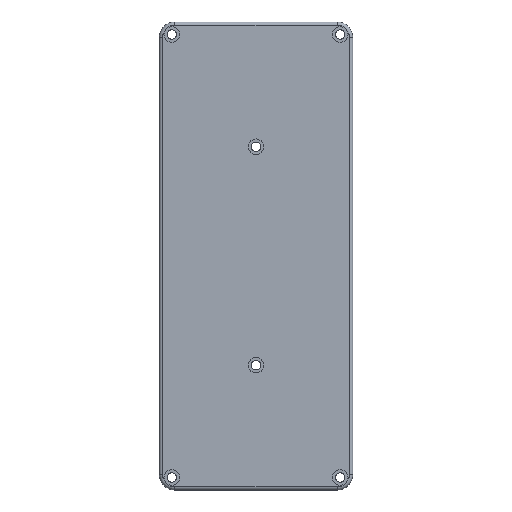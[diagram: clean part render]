
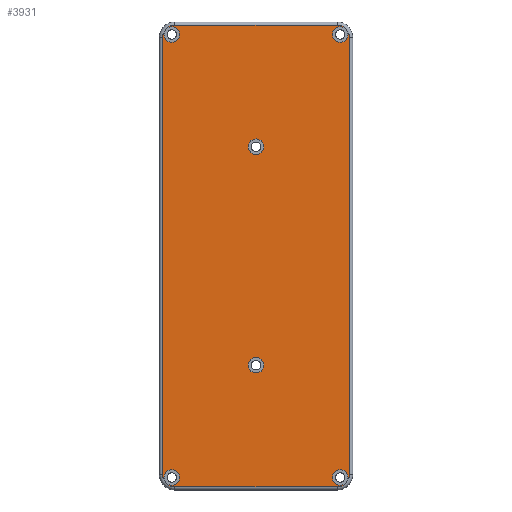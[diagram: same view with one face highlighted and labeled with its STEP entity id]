
A CAD part, front view. The second image highlights one B-rep face of the part: STEP entity #3931.
In plain terms, the highlighted planar face has unit normal (0, -1, 0).
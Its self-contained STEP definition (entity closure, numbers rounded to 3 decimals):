
#63=FACE_BOUND('',#431,.T.);
#64=FACE_BOUND('',#432,.T.);
#65=FACE_BOUND('',#433,.T.);
#66=FACE_BOUND('',#434,.T.);
#67=FACE_BOUND('',#435,.T.);
#68=FACE_BOUND('',#436,.T.);
#92=CIRCLE('',#4158,4.);
#96=CIRCLE('',#4164,4.);
#100=CIRCLE('',#4170,4.);
#103=CIRCLE('',#4175,4.);
#110=CIRCLE('',#4187,2.5);
#111=CIRCLE('',#4188,2.5);
#112=CIRCLE('',#4189,2.5);
#113=CIRCLE('',#4190,2.5);
#114=CIRCLE('',#4191,2.5);
#115=CIRCLE('',#4192,2.5);
#215=FACE_OUTER_BOUND('',#430,.T.);
#430=EDGE_LOOP('',(#2802,#2803,#2804,#2805,#2806,#2807,#2808,#2809));
#431=EDGE_LOOP('',(#2810));
#432=EDGE_LOOP('',(#2811));
#433=EDGE_LOOP('',(#2812));
#434=EDGE_LOOP('',(#2813));
#435=EDGE_LOOP('',(#2814));
#436=EDGE_LOOP('',(#2815));
#723=LINE('',#5747,#1214);
#724=LINE('',#5758,#1215);
#726=LINE('',#5770,#1217);
#728=LINE('',#5782,#1219);
#1214=VECTOR('',#4607,10.);
#1215=VECTOR('',#4620,10.);
#1217=VECTOR('',#4634,10.);
#1219=VECTOR('',#4648,10.);
#1681=VERTEX_POINT('',#5740);
#1684=VERTEX_POINT('',#5745);
#1686=VERTEX_POINT('',#5750);
#1688=VERTEX_POINT('',#5756);
#1690=VERTEX_POINT('',#5762);
#1692=VERTEX_POINT('',#5768);
#1694=VERTEX_POINT('',#5774);
#1696=VERTEX_POINT('',#5780);
#1715=VERTEX_POINT('',#5833);
#1716=VERTEX_POINT('',#5835);
#1717=VERTEX_POINT('',#5837);
#1718=VERTEX_POINT('',#5839);
#1719=VERTEX_POINT('',#5841);
#1720=VERTEX_POINT('',#5843);
#2091=EDGE_CURVE('',#1684,#1681,#723,.T.);
#2093=EDGE_CURVE('',#1686,#1684,#92,.T.);
#2096=EDGE_CURVE('',#1688,#1686,#724,.T.);
#2099=EDGE_CURVE('',#1690,#1688,#96,.T.);
#2102=EDGE_CURVE('',#1692,#1690,#726,.T.);
#2105=EDGE_CURVE('',#1694,#1692,#100,.T.);
#2108=EDGE_CURVE('',#1696,#1694,#728,.T.);
#2110=EDGE_CURVE('',#1681,#1696,#103,.T.);
#2135=EDGE_CURVE('',#1715,#1715,#110,.F.);
#2136=EDGE_CURVE('',#1716,#1716,#111,.F.);
#2137=EDGE_CURVE('',#1717,#1717,#112,.F.);
#2138=EDGE_CURVE('',#1718,#1718,#113,.F.);
#2139=EDGE_CURVE('',#1719,#1719,#114,.F.);
#2140=EDGE_CURVE('',#1720,#1720,#115,.F.);
#2802=ORIENTED_EDGE('',*,*,#2091,.F.);
#2803=ORIENTED_EDGE('',*,*,#2093,.F.);
#2804=ORIENTED_EDGE('',*,*,#2096,.F.);
#2805=ORIENTED_EDGE('',*,*,#2099,.F.);
#2806=ORIENTED_EDGE('',*,*,#2102,.F.);
#2807=ORIENTED_EDGE('',*,*,#2105,.F.);
#2808=ORIENTED_EDGE('',*,*,#2108,.F.);
#2809=ORIENTED_EDGE('',*,*,#2110,.F.);
#2810=ORIENTED_EDGE('',*,*,#2135,.T.);
#2811=ORIENTED_EDGE('',*,*,#2136,.T.);
#2812=ORIENTED_EDGE('',*,*,#2137,.T.);
#2813=ORIENTED_EDGE('',*,*,#2138,.T.);
#2814=ORIENTED_EDGE('',*,*,#2139,.T.);
#2815=ORIENTED_EDGE('',*,*,#2140,.T.);
#3750=PLANE('',#4186);
#3931=ADVANCED_FACE('',(#215,#63,#64,#65,#66,#67,#68),#3750,.T.);
#4158=AXIS2_PLACEMENT_3D('',#5752,#4612,#4613);
#4164=AXIS2_PLACEMENT_3D('',#5764,#4626,#4627);
#4170=AXIS2_PLACEMENT_3D('',#5776,#4640,#4641);
#4175=AXIS2_PLACEMENT_3D('',#5785,#4652,#4653);
#4186=AXIS2_PLACEMENT_3D('',#5832,#4692,#4693);
#4187=AXIS2_PLACEMENT_3D('',#5834,#4694,#4695);
#4188=AXIS2_PLACEMENT_3D('',#5836,#4696,#4697);
#4189=AXIS2_PLACEMENT_3D('',#5838,#4698,#4699);
#4190=AXIS2_PLACEMENT_3D('',#5840,#4700,#4701);
#4191=AXIS2_PLACEMENT_3D('',#5842,#4702,#4703);
#4192=AXIS2_PLACEMENT_3D('',#5844,#4704,#4705);
#4607=DIRECTION('',(1.,0.,0.));
#4612=DIRECTION('center_axis',(0.,1.,0.));
#4613=DIRECTION('ref_axis',(-0.707,0.,0.707));
#4620=DIRECTION('',(0.,0.,1.));
#4626=DIRECTION('center_axis',(0.,1.,0.));
#4627=DIRECTION('ref_axis',(-0.707,0.,-0.707));
#4634=DIRECTION('',(-1.,0.,0.));
#4640=DIRECTION('center_axis',(0.,1.,0.));
#4641=DIRECTION('ref_axis',(0.707,0.,-0.707));
#4648=DIRECTION('',(0.,0.,-1.));
#4652=DIRECTION('center_axis',(0.,1.,0.));
#4653=DIRECTION('ref_axis',(0.707,0.,0.707));
#4692=DIRECTION('center_axis',(0.,-1.,0.));
#4693=DIRECTION('ref_axis',(0.,0.,-1.));
#4694=DIRECTION('center_axis',(0.,-1.,0.));
#4695=DIRECTION('ref_axis',(-1.,0.,0.));
#4696=DIRECTION('center_axis',(0.,-1.,0.));
#4697=DIRECTION('ref_axis',(-1.,0.,0.));
#4698=DIRECTION('center_axis',(0.,-1.,0.));
#4699=DIRECTION('ref_axis',(-1.,0.,0.));
#4700=DIRECTION('center_axis',(0.,-1.,0.));
#4701=DIRECTION('ref_axis',(-1.,0.,0.));
#4702=DIRECTION('center_axis',(0.,-1.,0.));
#4703=DIRECTION('ref_axis',(-1.,0.,0.));
#4704=DIRECTION('center_axis',(0.,-1.,0.));
#4705=DIRECTION('ref_axis',(-1.,0.,0.));
#5740=CARTESIAN_POINT('',(26.,-13.2,74.));
#5745=CARTESIAN_POINT('',(-26.,-13.2,74.));
#5747=CARTESIAN_POINT('',(15.5,-13.2,74.));
#5750=CARTESIAN_POINT('',(-30.,-13.2,70.));
#5752=CARTESIAN_POINT('Origin',(-26.,-13.2,70.));
#5756=CARTESIAN_POINT('',(-30.,-13.2,-70.));
#5758=CARTESIAN_POINT('',(-30.,-13.2,37.5));
#5762=CARTESIAN_POINT('',(-26.,-13.2,-74.));
#5764=CARTESIAN_POINT('Origin',(-26.,-13.2,-70.));
#5768=CARTESIAN_POINT('',(26.,-13.2,-74.));
#5770=CARTESIAN_POINT('',(-15.5,-13.2,-74.));
#5774=CARTESIAN_POINT('',(30.,-13.2,-70.));
#5776=CARTESIAN_POINT('Origin',(26.,-13.2,-70.));
#5780=CARTESIAN_POINT('',(30.,-13.2,70.));
#5782=CARTESIAN_POINT('',(30.,-13.2,-37.5));
#5785=CARTESIAN_POINT('Origin',(26.,-13.2,70.));
#5832=CARTESIAN_POINT('Origin',(0.,-13.2,0.));
#5833=CARTESIAN_POINT('',(-24.5,-13.2,-71.));
#5834=CARTESIAN_POINT('Origin',(-27.,-13.2,-71.));
#5835=CARTESIAN_POINT('',(-24.5,-13.2,71.));
#5836=CARTESIAN_POINT('Origin',(-27.,-13.2,71.));
#5837=CARTESIAN_POINT('',(2.5,-13.2,35.));
#5838=CARTESIAN_POINT('Origin',(0.,-13.2,35.));
#5839=CARTESIAN_POINT('',(29.5,-13.2,-71.));
#5840=CARTESIAN_POINT('Origin',(27.,-13.2,-71.));
#5841=CARTESIAN_POINT('',(29.5,-13.2,71.));
#5842=CARTESIAN_POINT('Origin',(27.,-13.2,71.));
#5843=CARTESIAN_POINT('',(2.5,-13.2,-35.));
#5844=CARTESIAN_POINT('Origin',(0.,-13.2,-35.));
